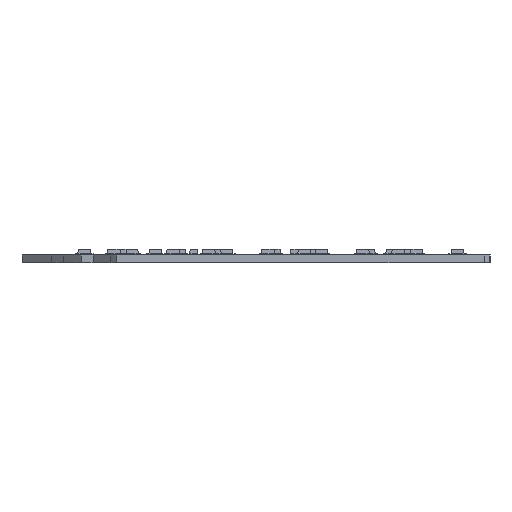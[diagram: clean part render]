
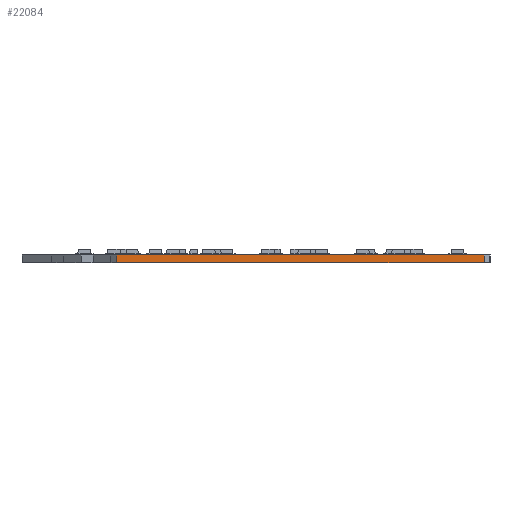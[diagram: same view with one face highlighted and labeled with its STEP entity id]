
A CAD part, left-side view. The second image highlights one B-rep face of the part: STEP entity #22084.
In plain terms, the highlighted planar face has unit normal (-1, 0, 0).
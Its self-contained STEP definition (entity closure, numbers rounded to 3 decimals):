
#1872 = PLANE('',#1873);
#1873 = AXIS2_PLACEMENT_3D('',#1874,#1875,#1876);
#1874 = CARTESIAN_POINT('',(-19.743,7.187,1.6));
#1875 = DIRECTION('',(-0.,-0.,-1.));
#1876 = DIRECTION('',(-1.,0.,0.));
#1926 = PLANE('',#1927);
#1927 = AXIS2_PLACEMENT_3D('',#1928,#1929,#1930);
#1928 = CARTESIAN_POINT('',(-19.743,7.187,0.));
#1929 = DIRECTION('',(-0.,-0.,-1.));
#1930 = DIRECTION('',(-1.,0.,0.));
#2931 = VERTEX_POINT('',#2932);
#2932 = CARTESIAN_POINT('',(-86.916,-36.909,0.));
#2946 = PLANE('',#2947);
#2947 = AXIS2_PLACEMENT_3D('',#2948,#2949,#2950);
#2948 = CARTESIAN_POINT('',(-85.725,-38.1,0.));
#2949 = DIRECTION('',(-0.707,-0.707,0.));
#2950 = DIRECTION('',(-0.707,0.707,0.));
#2958 = EDGE_CURVE('',#2931,#2959,#2961,.T.);
#2959 = VERTEX_POINT('',#2960);
#2960 = CARTESIAN_POINT('',(-86.916,36.909,0.));
#2961 = SURFACE_CURVE('',#2962,(#2966,#2973),.PCURVE_S1.);
#2962 = LINE('',#2963,#2964);
#2963 = CARTESIAN_POINT('',(-86.916,-36.909,0.));
#2964 = VECTOR('',#2965,1.);
#2965 = DIRECTION('',(0.,1.,0.));
#2966 = PCURVE('',#1926,#2967);
#2967 = DEFINITIONAL_REPRESENTATION('',(#2968),#2972);
#2968 = LINE('',#2969,#2970);
#2969 = CARTESIAN_POINT('',(67.173,-44.096));
#2970 = VECTOR('',#2971,1.);
#2971 = DIRECTION('',(0.,1.));
#2972 = ( GEOMETRIC_REPRESENTATION_CONTEXT(2) 
PARAMETRIC_REPRESENTATION_CONTEXT() REPRESENTATION_CONTEXT('2D SPACE',''
  ) );
#2973 = PCURVE('',#2974,#2979);
#2974 = PLANE('',#2975);
#2975 = AXIS2_PLACEMENT_3D('',#2976,#2977,#2978);
#2976 = CARTESIAN_POINT('',(-86.916,-36.909,0.));
#2977 = DIRECTION('',(-1.,0.,0.));
#2978 = DIRECTION('',(0.,1.,0.));
#2979 = DEFINITIONAL_REPRESENTATION('',(#2980),#2984);
#2980 = LINE('',#2981,#2982);
#2981 = CARTESIAN_POINT('',(0.,0.));
#2982 = VECTOR('',#2983,1.);
#2983 = DIRECTION('',(1.,0.));
#2984 = ( GEOMETRIC_REPRESENTATION_CONTEXT(2) 
PARAMETRIC_REPRESENTATION_CONTEXT() REPRESENTATION_CONTEXT('2D SPACE',''
  ) );
#3002 = PLANE('',#3003);
#3003 = AXIS2_PLACEMENT_3D('',#3004,#3005,#3006);
#3004 = CARTESIAN_POINT('',(-86.916,36.909,0.));
#3005 = DIRECTION('',(-0.707,0.707,0.));
#3006 = DIRECTION('',(0.707,0.707,0.));
#13308 = VERTEX_POINT('',#13309);
#13309 = CARTESIAN_POINT('',(-86.916,-36.909,1.6));
#13330 = EDGE_CURVE('',#13308,#13331,#13333,.T.);
#13331 = VERTEX_POINT('',#13332);
#13332 = CARTESIAN_POINT('',(-86.916,36.909,1.6));
#13333 = SURFACE_CURVE('',#13334,(#13338,#13345),.PCURVE_S1.);
#13334 = LINE('',#13335,#13336);
#13335 = CARTESIAN_POINT('',(-86.916,-36.909,1.6));
#13336 = VECTOR('',#13337,1.);
#13337 = DIRECTION('',(0.,1.,0.));
#13338 = PCURVE('',#1872,#13339);
#13339 = DEFINITIONAL_REPRESENTATION('',(#13340),#13344);
#13340 = LINE('',#13341,#13342);
#13341 = CARTESIAN_POINT('',(67.173,-44.096));
#13342 = VECTOR('',#13343,1.);
#13343 = DIRECTION('',(0.,1.));
#13344 = ( GEOMETRIC_REPRESENTATION_CONTEXT(2) 
PARAMETRIC_REPRESENTATION_CONTEXT() REPRESENTATION_CONTEXT('2D SPACE',''
  ) );
#13345 = PCURVE('',#2974,#13346);
#13346 = DEFINITIONAL_REPRESENTATION('',(#13347),#13351);
#13347 = LINE('',#13348,#13349);
#13348 = CARTESIAN_POINT('',(0.,-1.6));
#13349 = VECTOR('',#13350,1.);
#13350 = DIRECTION('',(1.,0.));
#13351 = ( GEOMETRIC_REPRESENTATION_CONTEXT(2) 
PARAMETRIC_REPRESENTATION_CONTEXT() REPRESENTATION_CONTEXT('2D SPACE',''
  ) );
#22034 = EDGE_CURVE('',#2959,#13331,#22035,.T.);
#22035 = SURFACE_CURVE('',#22036,(#22040,#22047),.PCURVE_S1.);
#22036 = LINE('',#22037,#22038);
#22037 = CARTESIAN_POINT('',(-86.916,36.909,0.));
#22038 = VECTOR('',#22039,1.);
#22039 = DIRECTION('',(0.,0.,1.));
#22040 = PCURVE('',#3002,#22041);
#22041 = DEFINITIONAL_REPRESENTATION('',(#22042),#22046);
#22042 = LINE('',#22043,#22044);
#22043 = CARTESIAN_POINT('',(0.,0.));
#22044 = VECTOR('',#22045,1.);
#22045 = DIRECTION('',(0.,-1.));
#22046 = ( GEOMETRIC_REPRESENTATION_CONTEXT(2) 
PARAMETRIC_REPRESENTATION_CONTEXT() REPRESENTATION_CONTEXT('2D SPACE',''
  ) );
#22047 = PCURVE('',#2974,#22048);
#22048 = DEFINITIONAL_REPRESENTATION('',(#22049),#22053);
#22049 = LINE('',#22050,#22051);
#22050 = CARTESIAN_POINT('',(73.819,0.));
#22051 = VECTOR('',#22052,1.);
#22052 = DIRECTION('',(0.,-1.));
#22053 = ( GEOMETRIC_REPRESENTATION_CONTEXT(2) 
PARAMETRIC_REPRESENTATION_CONTEXT() REPRESENTATION_CONTEXT('2D SPACE',''
  ) );
#22084 = ADVANCED_FACE('',(#22085),#2974,.T.);
#22085 = FACE_BOUND('',#22086,.T.);
#22086 = EDGE_LOOP('',(#22087,#22108,#22109,#22110));
#22087 = ORIENTED_EDGE('',*,*,#22088,.T.);
#22088 = EDGE_CURVE('',#2931,#13308,#22089,.T.);
#22089 = SURFACE_CURVE('',#22090,(#22094,#22101),.PCURVE_S1.);
#22090 = LINE('',#22091,#22092);
#22091 = CARTESIAN_POINT('',(-86.916,-36.909,0.));
#22092 = VECTOR('',#22093,1.);
#22093 = DIRECTION('',(0.,0.,1.));
#22094 = PCURVE('',#2974,#22095);
#22095 = DEFINITIONAL_REPRESENTATION('',(#22096),#22100);
#22096 = LINE('',#22097,#22098);
#22097 = CARTESIAN_POINT('',(0.,0.));
#22098 = VECTOR('',#22099,1.);
#22099 = DIRECTION('',(0.,-1.));
#22100 = ( GEOMETRIC_REPRESENTATION_CONTEXT(2) 
PARAMETRIC_REPRESENTATION_CONTEXT() REPRESENTATION_CONTEXT('2D SPACE',''
  ) );
#22101 = PCURVE('',#2946,#22102);
#22102 = DEFINITIONAL_REPRESENTATION('',(#22103),#22107);
#22103 = LINE('',#22104,#22105);
#22104 = CARTESIAN_POINT('',(1.684,0.));
#22105 = VECTOR('',#22106,1.);
#22106 = DIRECTION('',(0.,-1.));
#22107 = ( GEOMETRIC_REPRESENTATION_CONTEXT(2) 
PARAMETRIC_REPRESENTATION_CONTEXT() REPRESENTATION_CONTEXT('2D SPACE',''
  ) );
#22108 = ORIENTED_EDGE('',*,*,#13330,.T.);
#22109 = ORIENTED_EDGE('',*,*,#22034,.F.);
#22110 = ORIENTED_EDGE('',*,*,#2958,.F.);
